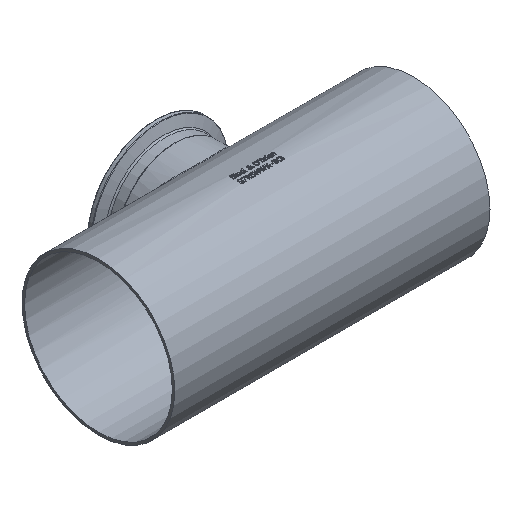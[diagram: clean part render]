
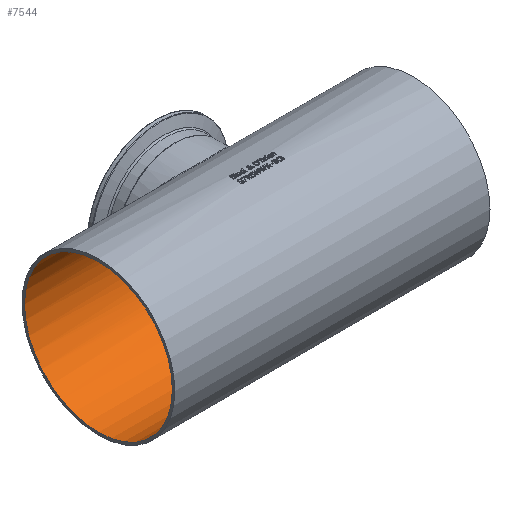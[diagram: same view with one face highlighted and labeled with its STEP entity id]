
A CAD part, isometric view. The second image highlights one B-rep face of the part: STEP entity #7544.
In plain terms, the highlighted cylindrical face has radius 49.149 mm (diameter 98.298 mm), a full revolution.
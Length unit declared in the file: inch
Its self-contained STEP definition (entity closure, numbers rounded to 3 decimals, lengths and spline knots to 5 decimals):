
#170=FACE_BOUND('',#1428,.T.);
#171=FACE_BOUND('',#1429,.T.);
#172=FACE_BOUND('',#1430,.T.);
#1428=EDGE_LOOP('',(#7034));
#1429=EDGE_LOOP('',(#7035));
#1430=EDGE_LOOP('',(#7036));
#1578=CIRCLE('',#8013,1.935);
#1579=CIRCLE('',#8014,1.935);
#2982=B_SPLINE_CURVE_WITH_KNOTS('',3,(#16661,#16662,#16663,#16664,#16665,
#16666,#16667,#16668,#16669,#16670,#16671,#16672,#16673,#16674,#16675,#16676,
#16677,#16678,#16679,#16680,#16681,#16682,#16683,#16684,#16685,#16686,#16687,
#16688,#16689,#16690,#16691,#16692,#16693,#16694,#16695,#16696,#16697,#16698,
#16699,#16700,#16701,#16702,#16703,#16704,#16705,#16706,#16707,#16708,#16709,
#16710,#16711,#16712,#16713,#16714,#16715,#16716,#16717,#16718,#16719,#16720,
#16721,#16722,#16723,#16724,#16725,#16726),.UNSPECIFIED.,.T.,.F.,(4,2,2,
2,2,2,2,2,2,2,2,2,2,2,2,2,2,2,2,2,2,2,2,2,2,2,2,2,2,2,2,2,4),(0.,0.72127,
1.44255,2.16382,2.88509,3.59314,4.30119,
5.00924,5.71729,6.42533,7.13338,7.84143,
8.54948,9.27075,9.99202,10.7133,11.43457,
12.15584,12.87712,13.59839,14.31966,15.02771,
15.73576,16.44381,17.15186,17.8599,18.56795,
19.276,19.98405,20.70532,21.4266,22.14787,
22.86914),.UNSPECIFIED.);
#3724=VERTEX_POINT('',#16660);
#3726=VERTEX_POINT('',#16730);
#3727=VERTEX_POINT('',#16732);
#4829=EDGE_CURVE('',#3724,#3724,#2982,.T.);
#4831=EDGE_CURVE('',#3726,#3726,#1578,.T.);
#4832=EDGE_CURVE('',#3727,#3727,#1579,.T.);
#7034=ORIENTED_EDGE('',*,*,#4829,.T.);
#7035=ORIENTED_EDGE('',*,*,#4831,.F.);
#7036=ORIENTED_EDGE('',*,*,#4832,.F.);
#7084=CYLINDRICAL_SURFACE('',#8012,1.935);
#7544=ADVANCED_FACE('',(#170,#171,#172),#7084,.F.);
#8012=AXIS2_PLACEMENT_3D('',#16729,#9465,#9466);
#8013=AXIS2_PLACEMENT_3D('',#16731,#9467,#9468);
#8014=AXIS2_PLACEMENT_3D('',#16733,#9469,#9470);
#9465=DIRECTION('center_axis',(-1.,0.,0.));
#9466=DIRECTION('ref_axis',(0.,0.,1.));
#9467=DIRECTION('center_axis',(-1.,0.,0.));
#9468=DIRECTION('ref_axis',(0.,0.,1.));
#9469=DIRECTION('center_axis',(1.,0.,0.));
#9470=DIRECTION('ref_axis',(0.,0.,1.));
#16660=CARTESIAN_POINT('',(0.,1.3177,1.417));
#16661=CARTESIAN_POINT('Ctrl Pts',(0.,1.3177,
1.417));
#16662=CARTESIAN_POINT('Ctrl Pts',(0.09466,1.3177,1.417));
#16663=CARTESIAN_POINT('Ctrl Pts',(0.18996,1.32822,1.40741));
#16664=CARTESIAN_POINT('Ctrl Pts',(0.37589,1.36725,1.36952));
#16665=CARTESIAN_POINT('Ctrl Pts',(0.46656,1.39561,1.34125));
#16666=CARTESIAN_POINT('Ctrl Pts',(0.6387,1.46218,1.26834));
#16667=CARTESIAN_POINT('Ctrl Pts',(0.72034,1.50035,1.22365));
#16668=CARTESIAN_POINT('Ctrl Pts',(0.87121,1.57835,1.12124));
#16669=CARTESIAN_POINT('Ctrl Pts',(0.94044,1.61813,1.0635));
#16670=CARTESIAN_POINT('Ctrl Pts',(1.06237,1.69194,0.94157));
#16671=CARTESIAN_POINT('Ctrl Pts',(1.11988,1.72887,0.87298));
#16672=CARTESIAN_POINT('Ctrl Pts',(1.22261,1.79712,0.72212));
#16673=CARTESIAN_POINT('Ctrl Pts',(1.26784,1.8284,0.63983));
#16674=CARTESIAN_POINT('Ctrl Pts',(1.34147,1.88021,0.46609));
#16675=CARTESIAN_POINT('Ctrl Pts',(1.36994,1.90077,0.37444));
#16676=CARTESIAN_POINT('Ctrl Pts',(1.40771,1.92817,0.18786));
#16677=CARTESIAN_POINT('Ctrl Pts',(1.417,1.935,0.09292));
#16678=CARTESIAN_POINT('Ctrl Pts',(1.417,1.935,-0.09292));
#16679=CARTESIAN_POINT('Ctrl Pts',(1.40771,1.92817,-0.18786));
#16680=CARTESIAN_POINT('Ctrl Pts',(1.36994,1.90077,-0.37444));
#16681=CARTESIAN_POINT('Ctrl Pts',(1.34147,1.88021,-0.46609));
#16682=CARTESIAN_POINT('Ctrl Pts',(1.26784,1.8284,-0.63983));
#16683=CARTESIAN_POINT('Ctrl Pts',(1.22261,1.79712,-0.72212));
#16684=CARTESIAN_POINT('Ctrl Pts',(1.11988,1.72887,-0.87298));
#16685=CARTESIAN_POINT('Ctrl Pts',(1.06237,1.69194,-0.94157));
#16686=CARTESIAN_POINT('Ctrl Pts',(0.94044,1.61813,-1.0635));
#16687=CARTESIAN_POINT('Ctrl Pts',(0.87121,1.57835,-1.12124));
#16688=CARTESIAN_POINT('Ctrl Pts',(0.72034,1.50035,-1.22365));
#16689=CARTESIAN_POINT('Ctrl Pts',(0.6387,1.46218,-1.26834));
#16690=CARTESIAN_POINT('Ctrl Pts',(0.46656,1.39561,-1.34125));
#16691=CARTESIAN_POINT('Ctrl Pts',(0.37589,1.36725,-1.36952));
#16692=CARTESIAN_POINT('Ctrl Pts',(0.18996,1.32822,-1.40741));
#16693=CARTESIAN_POINT('Ctrl Pts',(0.09466,1.3177,-1.417));
#16694=CARTESIAN_POINT('Ctrl Pts',(-0.09466,1.3177,
-1.417));
#16695=CARTESIAN_POINT('Ctrl Pts',(-0.18996,1.32822,
-1.40741));
#16696=CARTESIAN_POINT('Ctrl Pts',(-0.37589,1.36725,
-1.36952));
#16697=CARTESIAN_POINT('Ctrl Pts',(-0.46656,1.39561,
-1.34125));
#16698=CARTESIAN_POINT('Ctrl Pts',(-0.6387,1.46218,-1.26834));
#16699=CARTESIAN_POINT('Ctrl Pts',(-0.72034,1.50035,
-1.22365));
#16700=CARTESIAN_POINT('Ctrl Pts',(-0.87121,1.57835,
-1.12124));
#16701=CARTESIAN_POINT('Ctrl Pts',(-0.94044,1.61813,-1.0635));
#16702=CARTESIAN_POINT('Ctrl Pts',(-1.06237,1.69194,-0.94157));
#16703=CARTESIAN_POINT('Ctrl Pts',(-1.11988,1.72887,-0.87298));
#16704=CARTESIAN_POINT('Ctrl Pts',(-1.22261,1.79712,-0.72212));
#16705=CARTESIAN_POINT('Ctrl Pts',(-1.26784,1.8284,-0.63983));
#16706=CARTESIAN_POINT('Ctrl Pts',(-1.34147,1.88021,-0.46609));
#16707=CARTESIAN_POINT('Ctrl Pts',(-1.36994,1.90077,-0.37444));
#16708=CARTESIAN_POINT('Ctrl Pts',(-1.40771,1.92817,-0.18786));
#16709=CARTESIAN_POINT('Ctrl Pts',(-1.417,1.935,-0.09292));
#16710=CARTESIAN_POINT('Ctrl Pts',(-1.417,1.935,0.09292));
#16711=CARTESIAN_POINT('Ctrl Pts',(-1.40771,1.92817,0.18786));
#16712=CARTESIAN_POINT('Ctrl Pts',(-1.36994,1.90077,0.37444));
#16713=CARTESIAN_POINT('Ctrl Pts',(-1.34147,1.88021,0.46609));
#16714=CARTESIAN_POINT('Ctrl Pts',(-1.26784,1.8284,0.63983));
#16715=CARTESIAN_POINT('Ctrl Pts',(-1.22261,1.79712,0.72212));
#16716=CARTESIAN_POINT('Ctrl Pts',(-1.11988,1.72887,0.87298));
#16717=CARTESIAN_POINT('Ctrl Pts',(-1.06237,1.69194,0.94157));
#16718=CARTESIAN_POINT('Ctrl Pts',(-0.94044,1.61813,
1.0635));
#16719=CARTESIAN_POINT('Ctrl Pts',(-0.87121,1.57835,
1.12124));
#16720=CARTESIAN_POINT('Ctrl Pts',(-0.72034,1.50035,
1.22365));
#16721=CARTESIAN_POINT('Ctrl Pts',(-0.6387,1.46218,1.26834));
#16722=CARTESIAN_POINT('Ctrl Pts',(-0.46656,1.39561,1.34125));
#16723=CARTESIAN_POINT('Ctrl Pts',(-0.37589,1.36725,
1.36952));
#16724=CARTESIAN_POINT('Ctrl Pts',(-0.18996,1.32822,
1.40741));
#16725=CARTESIAN_POINT('Ctrl Pts',(-0.09466,1.3177,
1.417));
#16726=CARTESIAN_POINT('Ctrl Pts',(0.,1.3177,
1.417));
#16729=CARTESIAN_POINT('Origin',(4.125,0.,0.));
#16730=CARTESIAN_POINT('',(4.125,0.,-1.935));
#16731=CARTESIAN_POINT('Origin',(4.125,0.,0.));
#16732=CARTESIAN_POINT('',(-4.125,0.,-1.935));
#16733=CARTESIAN_POINT('Origin',(-4.125,0.,0.));
